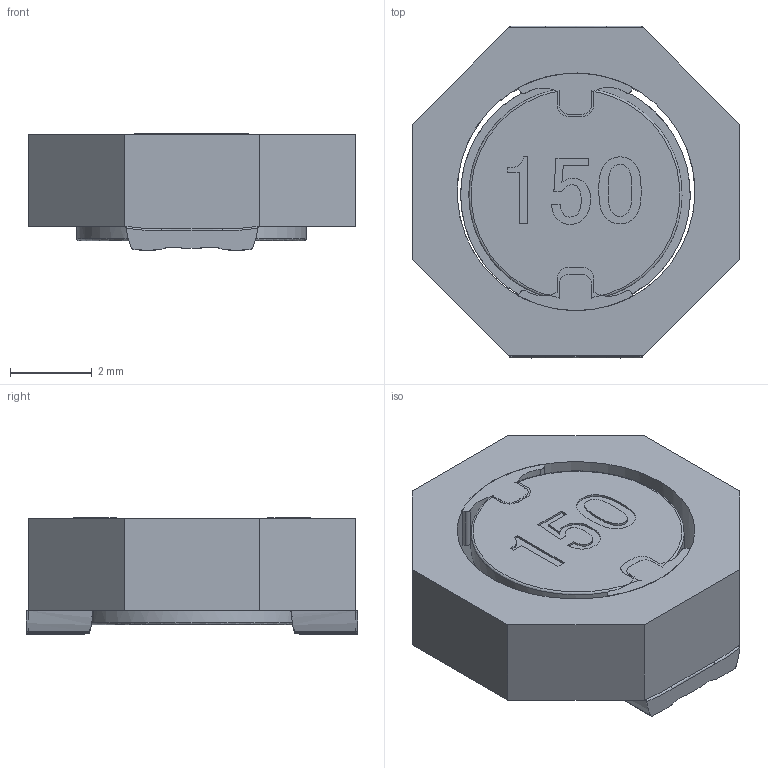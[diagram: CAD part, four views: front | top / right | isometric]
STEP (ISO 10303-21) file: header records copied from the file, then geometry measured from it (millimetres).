
FILE_DESCRIPTION( ('This file contains a STEP AP42 implementation' ,'as created by ZW3D STEP Interface translator.') ,'2;1' );
FILE_NAME( 'ASU8028-F.stp' ,'14 319.143649', (''), ('ZWCAD Software Co.'), 'Version 1.0', 'ZW3D to STEP translator', '' );
FILE_SCHEMA( ('CONFIG_CONTROL_DESIGN') );
Length unit declared in the file: millimetre
Products named in the file (1): 0
Bounding box: 8 x 8.1 x 2.84 mm (x, y, z)
Volume: 101.5 mm3; surface area: 381.5 mm2
Topology: 8 solids, 9 shells, 253 faces, 652 edges, 422 vertices
Faces by surface type: bspline 253
Entity records: 50017 total; most frequent: CARTESIAN_POINT 46243, ORIENTED_EDGE 1302, EDGE_CURVE 652, B_SPLINE_CURVE_WITH_KNOTS 462, VERTEX_POINT 422, EDGE_LOOP 261, FACE_OUTER_BOUND 253, ADVANCED_FACE 253
